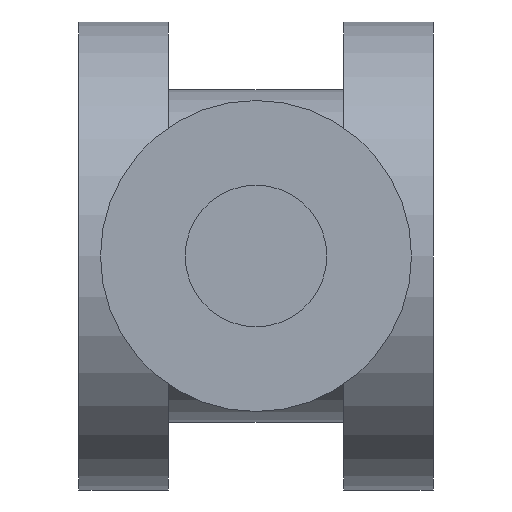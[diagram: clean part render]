
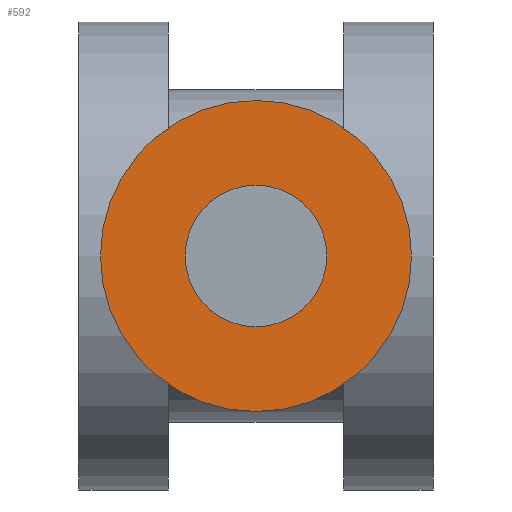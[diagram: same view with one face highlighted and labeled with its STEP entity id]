
A CAD part, left-side view. The second image highlights one B-rep face of the part: STEP entity #592.
In plain terms, the highlighted planar face has unit normal (-1, 0, 0).
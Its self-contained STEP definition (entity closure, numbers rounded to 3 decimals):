
#40=FACE_BOUND('',#139,.T.);
#53=PLANE('',#698);
#89=FACE_OUTER_BOUND('',#138,.T.);
#138=EDGE_LOOP('',(#515));
#139=EDGE_LOOP('',(#516));
#238=CIRCLE('',#686,25.25);
#243=CIRCLE('',#697,11.5);
#290=VERTEX_POINT('',#1146);
#295=VERTEX_POINT('',#1166);
#361=EDGE_CURVE('',#290,#290,#238,.T.);
#370=EDGE_CURVE('',#295,#295,#243,.T.);
#515=ORIENTED_EDGE('',*,*,#361,.F.);
#516=ORIENTED_EDGE('',*,*,#370,.T.);
#592=ADVANCED_FACE('',(#89,#40),#53,.T.);
#686=AXIS2_PLACEMENT_3D('',#1148,#857,#858);
#697=AXIS2_PLACEMENT_3D('',#1168,#883,#884);
#698=AXIS2_PLACEMENT_3D('',#1169,#885,#886);
#857=DIRECTION('center_axis',(1.,0.,0.));
#858=DIRECTION('ref_axis',(0.,0.,-1.));
#883=DIRECTION('center_axis',(1.,0.,0.));
#884=DIRECTION('ref_axis',(0.,0.,-1.));
#885=DIRECTION('center_axis',(-1.,0.,0.));
#886=DIRECTION('ref_axis',(0.,0.,1.));
#1146=CARTESIAN_POINT('',(-88.223,-23.864,0.));
#1148=CARTESIAN_POINT('Origin',(-88.223,1.386,0.));
#1166=CARTESIAN_POINT('',(-88.223,-10.114,0.));
#1168=CARTESIAN_POINT('Origin',(-88.223,1.386,0.));
#1169=CARTESIAN_POINT('Origin',(-88.223,26.636,0.));
